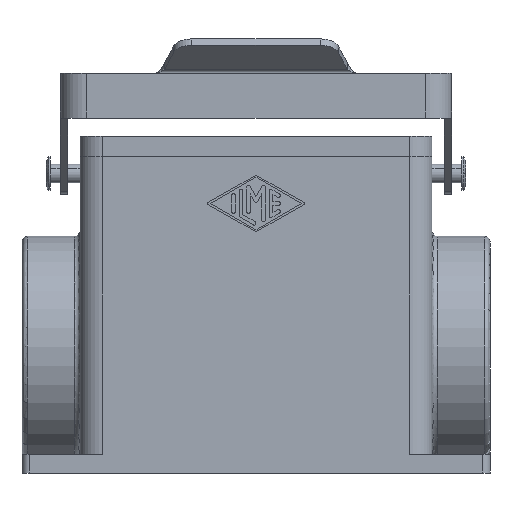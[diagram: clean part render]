
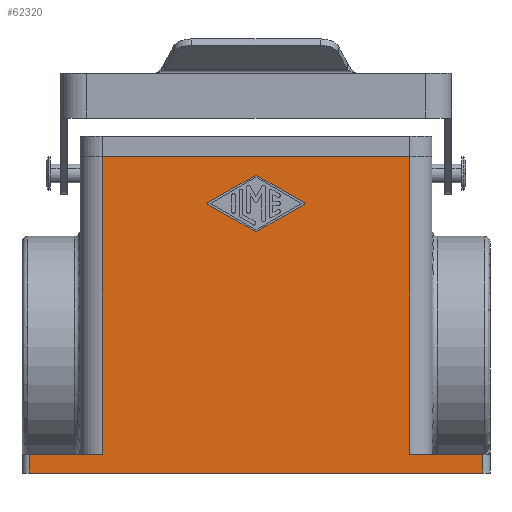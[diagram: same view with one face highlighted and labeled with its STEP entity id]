
A CAD part, front view. The second image highlights one B-rep face of the part: STEP entity #62320.
In plain terms, the highlighted planar face has unit normal (0, -1, 0).
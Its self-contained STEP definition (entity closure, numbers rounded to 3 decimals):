
#1140=CARTESIAN_POINT('',(-41.,-42.,29.5));
#1150=VERTEX_POINT('',#1140);
#1180=CARTESIAN_POINT('',(-41.,-42.,-50.));
#1190=DIRECTION('',(0.,0.,1.));
#1200=VECTOR('',#1190,79.5);
#1210=LINE('',#1180,#1200);
#1220=CARTESIAN_POINT('',(-41.,-42.,-50.));
#1230=VERTEX_POINT('',#1220);
#1240=EDGE_CURVE('',#1230,#1150,#1210,.T.);
#17010=CARTESIAN_POINT('',(60.5,-42.,-50.));
#17020=VERTEX_POINT('',#17010);
#17050=CARTESIAN_POINT('',(60.5,-42.,-50.));
#17060=DIRECTION('',(-1.,0.,0.));
#17070=VECTOR('',#17060,19.5);
#17080=LINE('',#17050,#17070);
#17090=CARTESIAN_POINT('',(41.,-42.,-50.));
#17100=VERTEX_POINT('',#17090);
#17110=EDGE_CURVE('',#17020,#17100,#17080,.T.);
#18030=CARTESIAN_POINT('',(41.,-42.,29.5));
#18040=VERTEX_POINT('',#18030);
#18070=CARTESIAN_POINT('',(0.,-42.,29.5));
#18080=DIRECTION('',(-1.,0.,0.));
#18090=VECTOR('',#18080,1.);
#18100=LINE('',#18070,#18090);
#18110=EDGE_CURVE('',#18040,#1150,#18100,.T.);
#21060=CARTESIAN_POINT('',(-60.5,-42.,-55.));
#21070=VERTEX_POINT('',#21060);
#21100=CARTESIAN_POINT('',(60.5,-42.,-55.));
#21110=DIRECTION('',(-1.,0.,0.));
#21120=VECTOR('',#21110,121.);
#21130=LINE('',#21100,#21120);
#21140=CARTESIAN_POINT('',(60.5,-42.,-55.));
#21150=VERTEX_POINT('',#21140);
#21160=EDGE_CURVE('',#21150,#21070,#21130,.T.);
#36710=CARTESIAN_POINT('',(-60.5,-42.,-50.));
#36720=VERTEX_POINT('',#36710);
#36750=CARTESIAN_POINT('',(-60.5,-42.,-55.));
#36760=DIRECTION('',(0.,0.,1.));
#36770=VECTOR('',#36760,5.);
#36780=LINE('',#36750,#36770);
#36790=EDGE_CURVE('',#21070,#36720,#36780,.T.);
#37150=CARTESIAN_POINT('',(60.5,-42.,-50.));
#37160=DIRECTION('',(0.,0.,-1.));
#37170=VECTOR('',#37160,5.);
#37180=LINE('',#37150,#37170);
#37190=EDGE_CURVE('',#17020,#21150,#37180,.T.);
#53980=CARTESIAN_POINT('',(41.,-42.,-50.));
#53990=DIRECTION('',(0.,0.,1.));
#54000=VECTOR('',#53990,79.5);
#54010=LINE('',#53980,#54000);
#54020=EDGE_CURVE('',#17100,#18040,#54010,.T.);
#60420=CARTESIAN_POINT('',(-41.,-42.,-50.));
#60430=DIRECTION('',(-1.,0.,0.));
#60440=VECTOR('',#60430,19.5);
#60450=LINE('',#60420,#60440);
#60460=EDGE_CURVE('',#1230,#36720,#60450,.T.);
#61470=CARTESIAN_POINT('',(62.5,-42.,-55.));
#61480=DIRECTION('',(0.,-1.,0.));
#61490=DIRECTION('',(0.,0.,-1.));
#61500=AXIS2_PLACEMENT_3D('',#61470,#61480,#61490);
#61510=PLANE('',#61500);
#61520=ORIENTED_EDGE('',*,*,#1240,.F.);
#61530=ORIENTED_EDGE('',*,*,#18110,.T.);
#61540=ORIENTED_EDGE('',*,*,#54020,.T.);
#61550=ORIENTED_EDGE('',*,*,#17110,.T.);
#61560=ORIENTED_EDGE('',*,*,#37190,.F.);
#61570=ORIENTED_EDGE('',*,*,#21160,.F.);
#61580=ORIENTED_EDGE('',*,*,#36790,.F.);
#61590=ORIENTED_EDGE('',*,*,#60460,.T.);
#61600=EDGE_LOOP('',(#61590,#61580,#61570,#61560,#61550,#61540,#61530,
#61520));
#61610=FACE_OUTER_BOUND('',#61600,.T.);
#61620=CARTESIAN_POINT('',(0.,-42.,9.424));
#61630=DIRECTION('',(-0.868,0.,-0.496));
#61640=VECTOR('',#61630,1.);
#61650=LINE('',#61620,#61640);
#61660=CARTESIAN_POINT('',(12.874,-42.,16.783));
#61670=VERTEX_POINT('',#61660);
#61680=CARTESIAN_POINT('',(0.248,-42.,9.566));
#61690=VERTEX_POINT('',#61680);
#61700=EDGE_CURVE('',#61670,#61690,#61650,.T.);
#61710=ORIENTED_EDGE('',*,*,#61700,.T.);
#61720=CARTESIAN_POINT('',(12.75,-42.,17.));
#61730=DIRECTION('',(0.,-1.,0.));
#61740=DIRECTION('',(1.,0.,0.));
#61750=AXIS2_PLACEMENT_3D('',#61720,#61730,#61740);
#61760=CIRCLE('',#61750,0.25);
#61770=CARTESIAN_POINT('',(12.874,-42.,17.217));
#61780=VERTEX_POINT('',#61770);
#61790=EDGE_CURVE('',#61670,#61780,#61760,.T.);
#61800=ORIENTED_EDGE('',*,*,#61790,.F.);
#61810=CARTESIAN_POINT('',(0.,-42.,24.576));
#61820=DIRECTION('',(0.868,0.,-0.496));
#61830=VECTOR('',#61820,1.);
#61840=LINE('',#61810,#61830);
#61850=CARTESIAN_POINT('',(0.248,-42.,24.434));
#61860=VERTEX_POINT('',#61850);
#61870=EDGE_CURVE('',#61860,#61780,#61840,.T.);
#61880=ORIENTED_EDGE('',*,*,#61870,.T.);
#61890=CARTESIAN_POINT('',(0.,-42.,24.));
#61900=DIRECTION('',(0.,-1.,0.));
#61910=DIRECTION('',(1.,0.,0.));
#61920=AXIS2_PLACEMENT_3D('',#61890,#61900,#61910);
#61930=CIRCLE('',#61920,0.5);
#61940=CARTESIAN_POINT('',(-0.248,-42.,24.434));
#61950=VERTEX_POINT('',#61940);
#61960=EDGE_CURVE('',#61860,#61950,#61930,.T.);
#61970=ORIENTED_EDGE('',*,*,#61960,.F.);
#61980=CARTESIAN_POINT('',(0.,-42.,24.576));
#61990=DIRECTION('',(0.868,0.,0.496));
#62000=VECTOR('',#61990,1.);
#62010=LINE('',#61980,#62000);
#62020=CARTESIAN_POINT('',(-12.874,-42.,17.217));
#62030=VERTEX_POINT('',#62020);
#62040=EDGE_CURVE('',#62030,#61950,#62010,.T.);
#62050=ORIENTED_EDGE('',*,*,#62040,.T.);
#62060=CARTESIAN_POINT('',(-12.75,-42.,17.));
#62070=DIRECTION('',(0.,-1.,0.));
#62080=DIRECTION('',(1.,0.,0.));
#62090=AXIS2_PLACEMENT_3D('',#62060,#62070,#62080);
#62100=CIRCLE('',#62090,0.25);
#62110=CARTESIAN_POINT('',(-12.874,-42.,16.783));
#62120=VERTEX_POINT('',#62110);
#62130=EDGE_CURVE('',#62030,#62120,#62100,.T.);
#62140=ORIENTED_EDGE('',*,*,#62130,.F.);
#62150=CARTESIAN_POINT('',(0.,-42.,9.424));
#62160=DIRECTION('',(-0.868,0.,0.496));
#62170=VECTOR('',#62160,1.);
#62180=LINE('',#62150,#62170);
#62190=CARTESIAN_POINT('',(-0.248,-42.,9.566));
#62200=VERTEX_POINT('',#62190);
#62210=EDGE_CURVE('',#62200,#62120,#62180,.T.);
#62220=ORIENTED_EDGE('',*,*,#62210,.T.);
#62230=CARTESIAN_POINT('',(0.,-42.,10.));
#62240=DIRECTION('',(0.,-1.,0.));
#62250=DIRECTION('',(1.,0.,0.));
#62260=AXIS2_PLACEMENT_3D('',#62230,#62240,#62250);
#62270=CIRCLE('',#62260,0.5);
#62280=EDGE_CURVE('',#62200,#61690,#62270,.T.);
#62290=ORIENTED_EDGE('',*,*,#62280,.F.);
#62300=EDGE_LOOP('',(#62290,#62220,#62140,#62050,#61970,#61880,#61800,
#61710));
#62310=FACE_BOUND('',#62300,.T.);
#62320=ADVANCED_FACE('',(#61610,#62310),#61510,.T.);
